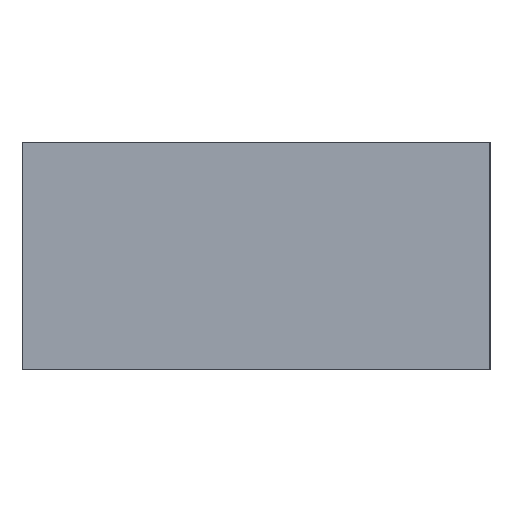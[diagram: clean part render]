
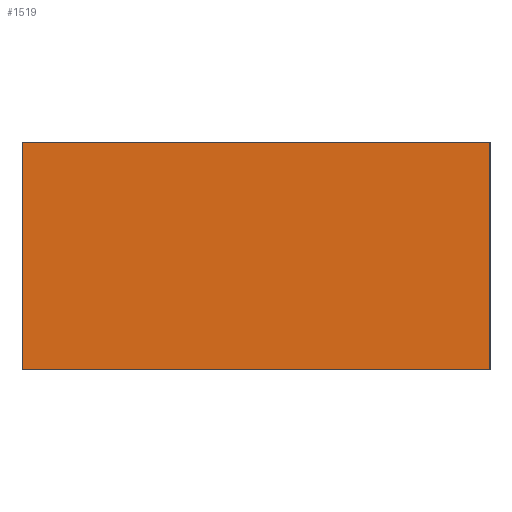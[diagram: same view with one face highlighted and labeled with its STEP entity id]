
A CAD part, left-side view. The second image highlights one B-rep face of the part: STEP entity #1519.
In plain terms, the highlighted planar face has unit normal (-1, 0, 0).
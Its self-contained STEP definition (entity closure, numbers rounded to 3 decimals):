
#60=PLANE('',#1636);
#159=FACE_OUTER_BOUND('',#235,.T.);
#235=EDGE_LOOP('',(#1361,#1362,#1363,#1364));
#293=LINE('',#2618,#463);
#404=LINE('',#2877,#574);
#405=LINE('',#2880,#575);
#406=LINE('',#2881,#576);
#463=VECTOR('',#1741,10.);
#574=VECTOR('',#2002,10.);
#575=VECTOR('',#2005,10.);
#576=VECTOR('',#2006,10.);
#687=VERTEX_POINT('',#2615);
#688=VERTEX_POINT('',#2617);
#761=VERTEX_POINT('',#2875);
#762=VERTEX_POINT('',#2879);
#847=EDGE_CURVE('',#687,#688,#293,.T.);
#979=EDGE_CURVE('',#687,#761,#404,.T.);
#980=EDGE_CURVE('',#762,#761,#405,.T.);
#981=EDGE_CURVE('',#688,#762,#406,.T.);
#1361=ORIENTED_EDGE('',*,*,#979,.T.);
#1362=ORIENTED_EDGE('',*,*,#980,.F.);
#1363=ORIENTED_EDGE('',*,*,#981,.F.);
#1364=ORIENTED_EDGE('',*,*,#847,.F.);
#1519=ADVANCED_FACE('',(#159),#60,.T.);
#1636=AXIS2_PLACEMENT_3D('',#2878,#2003,#2004);
#1741=DIRECTION('',(0.,1.,0.));
#2002=DIRECTION('',(0.,0.,1.));
#2003=DIRECTION('center_axis',(-1.,0.,0.));
#2004=DIRECTION('ref_axis',(0.,-1.,0.));
#2005=DIRECTION('',(0.,-1.,0.));
#2006=DIRECTION('',(0.,0.,1.));
#2615=CARTESIAN_POINT('',(0.,0.,-11.5));
#2617=CARTESIAN_POINT('',(0.,38.,-11.5));
#2618=CARTESIAN_POINT('',(0.,38.,-11.5));
#2875=CARTESIAN_POINT('',(0.,0.,7.));
#2877=CARTESIAN_POINT('',(0.,0.,0.));
#2878=CARTESIAN_POINT('Origin',(0.,38.,0.));
#2879=CARTESIAN_POINT('',(0.,38.,7.));
#2880=CARTESIAN_POINT('',(0.,38.,7.));
#2881=CARTESIAN_POINT('',(0.,38.,0.));
